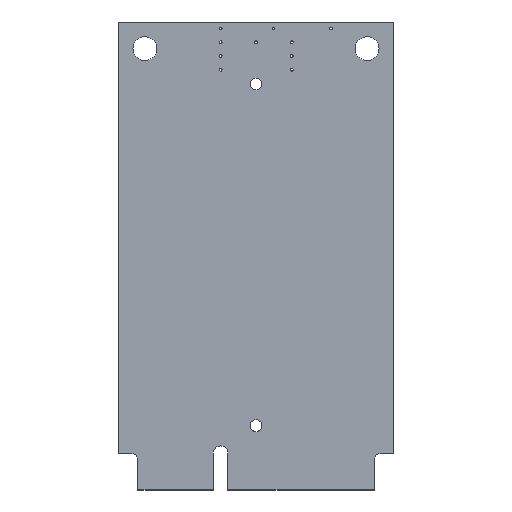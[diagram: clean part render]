
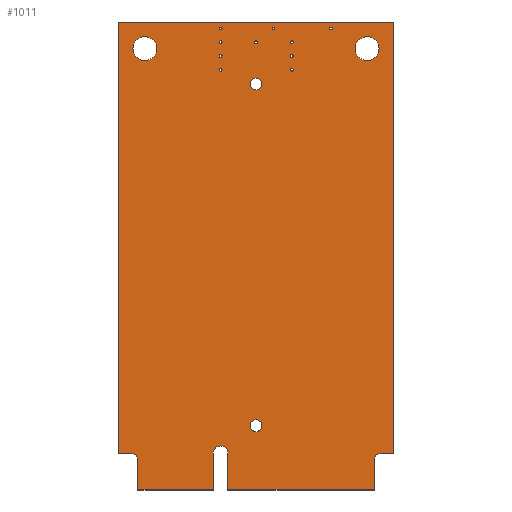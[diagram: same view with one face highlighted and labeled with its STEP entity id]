
A CAD part, top view. The second image highlights one B-rep face of the part: STEP entity #1011.
In plain terms, the highlighted planar face has unit normal (0, 0, 1).
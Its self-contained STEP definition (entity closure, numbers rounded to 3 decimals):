
#52 = VERTEX_POINT('',#53);
#53 = CARTESIAN_POINT('',(-9.,0.,0.976));
#59 = EDGE_CURVE('',#52,#60,#62,.T.);
#60 = VERTEX_POINT('',#61);
#61 = CARTESIAN_POINT('',(-9.,3.2,0.976));
#62 = LINE('',#63,#64);
#63 = CARTESIAN_POINT('',(-9.,0.,0.976));
#64 = VECTOR('',#65,1.);
#65 = DIRECTION('',(0.,1.,0.));
#90 = EDGE_CURVE('',#60,#91,#93,.T.);
#91 = VERTEX_POINT('',#92);
#92 = CARTESIAN_POINT('',(-9.8,4.,0.976));
#93 = CIRCLE('',#94,0.799);
#94 = AXIS2_PLACEMENT_3D('',#95,#96,#97);
#95 = CARTESIAN_POINT('',(-9.799,3.201,0.976));
#96 = DIRECTION('',(0.,0.,1.));
#97 = DIRECTION('',(1.,-0.001,0.));
#123 = EDGE_CURVE('',#91,#124,#126,.T.);
#124 = VERTEX_POINT('',#125);
#125 = CARTESIAN_POINT('',(-11.15,4.,0.976));
#126 = LINE('',#127,#128);
#127 = CARTESIAN_POINT('',(-9.8,4.,0.976));
#128 = VECTOR('',#129,1.);
#129 = DIRECTION('',(-1.,0.,0.));
#154 = EDGE_CURVE('',#124,#155,#157,.T.);
#155 = VERTEX_POINT('',#156);
#156 = CARTESIAN_POINT('',(-11.15,50.95,0.976));
#157 = LINE('',#158,#159);
#158 = CARTESIAN_POINT('',(-11.15,4.,0.976));
#159 = VECTOR('',#160,1.);
#160 = DIRECTION('',(0.,1.,0.));
#185 = EDGE_CURVE('',#155,#186,#188,.T.);
#186 = VERTEX_POINT('',#187);
#187 = CARTESIAN_POINT('',(18.85,50.95,0.976));
#188 = LINE('',#189,#190);
#189 = CARTESIAN_POINT('',(-11.15,50.95,0.976));
#190 = VECTOR('',#191,1.);
#191 = DIRECTION('',(1.,0.,0.));
#216 = EDGE_CURVE('',#186,#217,#219,.T.);
#217 = VERTEX_POINT('',#218);
#218 = CARTESIAN_POINT('',(18.85,4.,0.976));
#219 = LINE('',#220,#221);
#220 = CARTESIAN_POINT('',(18.85,50.95,0.976));
#221 = VECTOR('',#222,1.);
#222 = DIRECTION('',(0.,-1.,0.));
#247 = EDGE_CURVE('',#217,#248,#250,.T.);
#248 = VERTEX_POINT('',#249);
#249 = CARTESIAN_POINT('',(17.5,4.,0.976));
#250 = LINE('',#251,#252);
#251 = CARTESIAN_POINT('',(18.85,4.,0.976));
#252 = VECTOR('',#253,1.);
#253 = DIRECTION('',(-1.,0.,0.));
#278 = EDGE_CURVE('',#248,#279,#281,.T.);
#279 = VERTEX_POINT('',#280);
#280 = CARTESIAN_POINT('',(16.7,3.2,0.976));
#281 = CIRCLE('',#282,0.799);
#282 = AXIS2_PLACEMENT_3D('',#283,#284,#285);
#283 = CARTESIAN_POINT('',(17.499,3.201,0.976));
#284 = DIRECTION('',(0.,0.,1.));
#285 = DIRECTION('',(0.001,1.,-0.));
#311 = EDGE_CURVE('',#279,#312,#314,.T.);
#312 = VERTEX_POINT('',#313);
#313 = CARTESIAN_POINT('',(16.7,0.,0.976));
#314 = LINE('',#315,#316);
#315 = CARTESIAN_POINT('',(16.7,3.2,0.976));
#316 = VECTOR('',#317,1.);
#317 = DIRECTION('',(0.,-1.,0.));
#342 = EDGE_CURVE('',#312,#343,#345,.T.);
#343 = VERTEX_POINT('',#344);
#344 = CARTESIAN_POINT('',(0.8,0.,0.976));
#345 = LINE('',#346,#347);
#346 = CARTESIAN_POINT('',(16.7,0.,0.976));
#347 = VECTOR('',#348,1.);
#348 = DIRECTION('',(-1.,0.,0.));
#373 = EDGE_CURVE('',#343,#374,#376,.T.);
#374 = VERTEX_POINT('',#375);
#375 = CARTESIAN_POINT('',(0.8,4.,0.976));
#376 = LINE('',#377,#378);
#377 = CARTESIAN_POINT('',(0.8,0.,0.976));
#378 = VECTOR('',#379,1.);
#379 = DIRECTION('',(0.,1.,0.));
#404 = EDGE_CURVE('',#374,#405,#407,.T.);
#405 = VERTEX_POINT('',#406);
#406 = CARTESIAN_POINT('',(-0.8,4.,0.976));
#407 = CIRCLE('',#408,0.8);
#408 = AXIS2_PLACEMENT_3D('',#409,#410,#411);
#409 = CARTESIAN_POINT('',(0.,4.,0.976));
#410 = DIRECTION('',(0.,0.,1.));
#411 = DIRECTION('',(1.,0.,-0.));
#437 = EDGE_CURVE('',#405,#438,#440,.T.);
#438 = VERTEX_POINT('',#439);
#439 = CARTESIAN_POINT('',(-0.8,0.,0.976));
#440 = LINE('',#441,#442);
#441 = CARTESIAN_POINT('',(-0.8,4.,0.976));
#442 = VECTOR('',#443,1.);
#443 = DIRECTION('',(0.,-1.,0.));
#468 = EDGE_CURVE('',#438,#52,#469,.T.);
#469 = LINE('',#470,#471);
#470 = CARTESIAN_POINT('',(-0.8,0.,0.976));
#471 = VECTOR('',#472,1.);
#472 = DIRECTION('',(-1.,0.,0.));
#492 = VERTEX_POINT('',#493);
#493 = CARTESIAN_POINT('',(0.15,45.75,0.976));
#499 = EDGE_CURVE('',#492,#492,#500,.T.);
#500 = CIRCLE('',#501,0.15);
#501 = AXIS2_PLACEMENT_3D('',#502,#503,#504);
#502 = CARTESIAN_POINT('',(0.,45.75,0.976));
#503 = DIRECTION('',(0.,0.,1.));
#504 = DIRECTION('',(1.,0.,-0.));
#525 = VERTEX_POINT('',#526);
#526 = CARTESIAN_POINT('',(4.5,7.,0.976));
#532 = EDGE_CURVE('',#525,#525,#533,.T.);
#533 = CIRCLE('',#534,0.65);
#534 = AXIS2_PLACEMENT_3D('',#535,#536,#537);
#535 = CARTESIAN_POINT('',(3.85,7.,0.976));
#536 = DIRECTION('',(0.,0.,1.));
#537 = DIRECTION('',(1.,0.,-0.));
#558 = VERTEX_POINT('',#559);
#559 = CARTESIAN_POINT('',(4.5,44.2,0.976));
#565 = EDGE_CURVE('',#558,#558,#566,.T.);
#566 = CIRCLE('',#567,0.65);
#567 = AXIS2_PLACEMENT_3D('',#568,#569,#570);
#568 = CARTESIAN_POINT('',(3.85,44.2,0.976));
#569 = DIRECTION('',(0.,0.,1.));
#570 = DIRECTION('',(1.,0.,-0.));
#591 = VERTEX_POINT('',#592);
#592 = CARTESIAN_POINT('',(0.15,47.25,0.976));
#598 = EDGE_CURVE('',#591,#591,#599,.T.);
#599 = CIRCLE('',#600,0.15);
#600 = AXIS2_PLACEMENT_3D('',#601,#602,#603);
#601 = CARTESIAN_POINT('',(0.,47.25,0.976));
#602 = DIRECTION('',(0.,0.,1.));
#603 = DIRECTION('',(1.,0.,-0.));
#624 = VERTEX_POINT('',#625);
#625 = CARTESIAN_POINT('',(-6.95,48.05,0.976));
#631 = EDGE_CURVE('',#624,#624,#632,.T.);
#632 = CIRCLE('',#633,1.3);
#633 = AXIS2_PLACEMENT_3D('',#634,#635,#636);
#634 = CARTESIAN_POINT('',(-8.25,48.05,0.976));
#635 = DIRECTION('',(0.,0.,1.));
#636 = DIRECTION('',(1.,0.,-0.));
#657 = VERTEX_POINT('',#658);
#658 = CARTESIAN_POINT('',(0.15,48.75,0.976));
#664 = EDGE_CURVE('',#657,#657,#665,.T.);
#665 = CIRCLE('',#666,0.15);
#666 = AXIS2_PLACEMENT_3D('',#667,#668,#669);
#667 = CARTESIAN_POINT('',(0.,48.75,0.976));
#668 = DIRECTION('',(0.,0.,1.));
#669 = DIRECTION('',(1.,0.,-0.));
#690 = VERTEX_POINT('',#691);
#691 = CARTESIAN_POINT('',(0.15,50.25,0.976));
#697 = EDGE_CURVE('',#690,#690,#698,.T.);
#698 = CIRCLE('',#699,0.15);
#699 = AXIS2_PLACEMENT_3D('',#700,#701,#702);
#700 = CARTESIAN_POINT('',(0.,50.25,0.976));
#701 = DIRECTION('',(0.,0.,1.));
#702 = DIRECTION('',(1.,0.,-0.));
#723 = VERTEX_POINT('',#724);
#724 = CARTESIAN_POINT('',(7.9,45.75,0.976));
#730 = EDGE_CURVE('',#723,#723,#731,.T.);
#731 = CIRCLE('',#732,0.15);
#732 = AXIS2_PLACEMENT_3D('',#733,#734,#735);
#733 = CARTESIAN_POINT('',(7.75,45.75,0.976));
#734 = DIRECTION('',(0.,0.,1.));
#735 = DIRECTION('',(1.,0.,-0.));
#756 = VERTEX_POINT('',#757);
#757 = CARTESIAN_POINT('',(7.9,47.25,0.976));
#763 = EDGE_CURVE('',#756,#756,#764,.T.);
#764 = CIRCLE('',#765,0.15);
#765 = AXIS2_PLACEMENT_3D('',#766,#767,#768);
#766 = CARTESIAN_POINT('',(7.75,47.25,0.976));
#767 = DIRECTION('',(0.,0.,1.));
#768 = DIRECTION('',(1.,0.,-0.));
#789 = VERTEX_POINT('',#790);
#790 = CARTESIAN_POINT('',(17.25,48.05,0.976));
#796 = EDGE_CURVE('',#789,#789,#797,.T.);
#797 = CIRCLE('',#798,1.3);
#798 = AXIS2_PLACEMENT_3D('',#799,#800,#801);
#799 = CARTESIAN_POINT('',(15.95,48.05,0.976));
#800 = DIRECTION('',(0.,0.,1.));
#801 = DIRECTION('',(1.,0.,-0.));
#822 = VERTEX_POINT('',#823);
#823 = CARTESIAN_POINT('',(4.,48.75,0.976));
#829 = EDGE_CURVE('',#822,#822,#830,.T.);
#830 = CIRCLE('',#831,0.15);
#831 = AXIS2_PLACEMENT_3D('',#832,#833,#834);
#832 = CARTESIAN_POINT('',(3.85,48.75,0.976));
#833 = DIRECTION('',(0.,0.,1.));
#834 = DIRECTION('',(1.,0.,-0.));
#855 = VERTEX_POINT('',#856);
#856 = CARTESIAN_POINT('',(5.9,50.25,0.976));
#862 = EDGE_CURVE('',#855,#855,#863,.T.);
#863 = CIRCLE('',#864,0.15);
#864 = AXIS2_PLACEMENT_3D('',#865,#866,#867);
#865 = CARTESIAN_POINT('',(5.75,50.25,0.976));
#866 = DIRECTION('',(0.,0.,1.));
#867 = DIRECTION('',(1.,0.,-0.));
#888 = VERTEX_POINT('',#889);
#889 = CARTESIAN_POINT('',(7.9,48.75,0.976));
#895 = EDGE_CURVE('',#888,#888,#896,.T.);
#896 = CIRCLE('',#897,0.15);
#897 = AXIS2_PLACEMENT_3D('',#898,#899,#900);
#898 = CARTESIAN_POINT('',(7.75,48.75,0.976));
#899 = DIRECTION('',(0.,0.,1.));
#900 = DIRECTION('',(1.,0.,-0.));
#921 = VERTEX_POINT('',#922);
#922 = CARTESIAN_POINT('',(12.15,50.25,0.976));
#928 = EDGE_CURVE('',#921,#921,#929,.T.);
#929 = CIRCLE('',#930,0.15);
#930 = AXIS2_PLACEMENT_3D('',#931,#932,#933);
#931 = CARTESIAN_POINT('',(12.,50.25,0.976));
#932 = DIRECTION('',(0.,0.,1.));
#933 = DIRECTION('',(1.,0.,-0.));
#1011 = ADVANCED_FACE('',(#1012,#1028,#1031,#1034,#1037,#1040,#1043,
    #1046,#1049,#1052,#1055,#1058,#1061,#1064,#1067),#1070,.F.);
#1012 = FACE_BOUND('',#1013,.F.);
#1013 = EDGE_LOOP('',(#1014,#1015,#1016,#1017,#1018,#1019,#1020,#1021,
    #1022,#1023,#1024,#1025,#1026,#1027));
#1014 = ORIENTED_EDGE('',*,*,#59,.T.);
#1015 = ORIENTED_EDGE('',*,*,#90,.T.);
#1016 = ORIENTED_EDGE('',*,*,#123,.T.);
#1017 = ORIENTED_EDGE('',*,*,#154,.T.);
#1018 = ORIENTED_EDGE('',*,*,#185,.T.);
#1019 = ORIENTED_EDGE('',*,*,#216,.T.);
#1020 = ORIENTED_EDGE('',*,*,#247,.T.);
#1021 = ORIENTED_EDGE('',*,*,#278,.T.);
#1022 = ORIENTED_EDGE('',*,*,#311,.T.);
#1023 = ORIENTED_EDGE('',*,*,#342,.T.);
#1024 = ORIENTED_EDGE('',*,*,#373,.T.);
#1025 = ORIENTED_EDGE('',*,*,#404,.T.);
#1026 = ORIENTED_EDGE('',*,*,#437,.T.);
#1027 = ORIENTED_EDGE('',*,*,#468,.T.);
#1028 = FACE_BOUND('',#1029,.F.);
#1029 = EDGE_LOOP('',(#1030));
#1030 = ORIENTED_EDGE('',*,*,#499,.T.);
#1031 = FACE_BOUND('',#1032,.F.);
#1032 = EDGE_LOOP('',(#1033));
#1033 = ORIENTED_EDGE('',*,*,#532,.T.);
#1034 = FACE_BOUND('',#1035,.F.);
#1035 = EDGE_LOOP('',(#1036));
#1036 = ORIENTED_EDGE('',*,*,#565,.T.);
#1037 = FACE_BOUND('',#1038,.F.);
#1038 = EDGE_LOOP('',(#1039));
#1039 = ORIENTED_EDGE('',*,*,#598,.T.);
#1040 = FACE_BOUND('',#1041,.F.);
#1041 = EDGE_LOOP('',(#1042));
#1042 = ORIENTED_EDGE('',*,*,#631,.T.);
#1043 = FACE_BOUND('',#1044,.F.);
#1044 = EDGE_LOOP('',(#1045));
#1045 = ORIENTED_EDGE('',*,*,#664,.T.);
#1046 = FACE_BOUND('',#1047,.F.);
#1047 = EDGE_LOOP('',(#1048));
#1048 = ORIENTED_EDGE('',*,*,#697,.T.);
#1049 = FACE_BOUND('',#1050,.F.);
#1050 = EDGE_LOOP('',(#1051));
#1051 = ORIENTED_EDGE('',*,*,#730,.T.);
#1052 = FACE_BOUND('',#1053,.F.);
#1053 = EDGE_LOOP('',(#1054));
#1054 = ORIENTED_EDGE('',*,*,#763,.T.);
#1055 = FACE_BOUND('',#1056,.F.);
#1056 = EDGE_LOOP('',(#1057));
#1057 = ORIENTED_EDGE('',*,*,#796,.T.);
#1058 = FACE_BOUND('',#1059,.F.);
#1059 = EDGE_LOOP('',(#1060));
#1060 = ORIENTED_EDGE('',*,*,#829,.T.);
#1061 = FACE_BOUND('',#1062,.F.);
#1062 = EDGE_LOOP('',(#1063));
#1063 = ORIENTED_EDGE('',*,*,#862,.T.);
#1064 = FACE_BOUND('',#1065,.F.);
#1065 = EDGE_LOOP('',(#1066));
#1066 = ORIENTED_EDGE('',*,*,#895,.T.);
#1067 = FACE_BOUND('',#1068,.F.);
#1068 = EDGE_LOOP('',(#1069));
#1069 = ORIENTED_EDGE('',*,*,#928,.T.);
#1070 = PLANE('',#1071);
#1071 = AXIS2_PLACEMENT_3D('',#1072,#1073,#1074);
#1072 = CARTESIAN_POINT('',(3.651,24.504,0.976));
#1073 = DIRECTION('',(-0.,-0.,-1.));
#1074 = DIRECTION('',(-1.,0.,0.));
